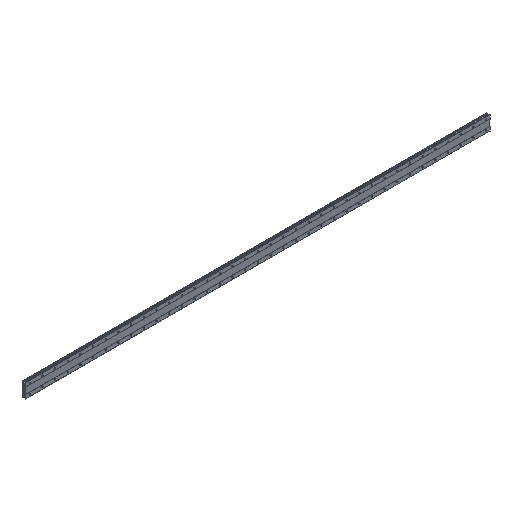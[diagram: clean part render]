
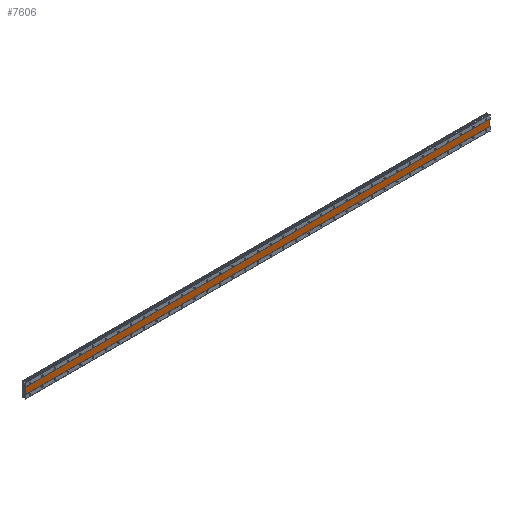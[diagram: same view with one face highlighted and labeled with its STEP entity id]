
A CAD part, isometric view. The second image highlights one B-rep face of the part: STEP entity #7606.
In plain terms, the highlighted planar face has unit normal (0, -1, 0).
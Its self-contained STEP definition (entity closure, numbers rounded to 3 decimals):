
#169 = DIRECTION ( 'NONE',  ( -1., 0., 0. ) ) ;
#544 = CARTESIAN_POINT ( 'NONE',  ( 2905., 1., 20. ) ) ;
#789 = DIRECTION ( 'NONE',  ( 1., 0., 0. ) ) ;
#890 = VECTOR ( 'NONE', #789, 1000. ) ;
#1540 = DIRECTION ( 'NONE',  ( 0., 0., -1. ) ) ;
#1627 = CARTESIAN_POINT ( 'NONE',  ( 2905., 1., 20. ) ) ;
#1779 = VERTEX_POINT ( 'NONE', #10356 ) ;
#1914 = PLANE ( 'NONE',  #9973 ) ;
#2003 = ORIENTED_EDGE ( 'NONE', *, *, #11101, .F. ) ;
#2451 = DIRECTION ( 'NONE',  ( 0., 0., 1. ) ) ;
#2737 = VERTEX_POINT ( 'NONE', #6881 ) ;
#2888 = LINE ( 'NONE', #11856, #11358 ) ;
#3170 = EDGE_CURVE ( 'NONE', #2737, #8525, #3682, .T. ) ;
#3682 = LINE ( 'NONE', #10360, #890 ) ;
#3780 = EDGE_CURVE ( 'NONE', #10912, #2737, #4212, .T. ) ;
#4212 = LINE ( 'NONE', #12125, #4696 ) ;
#4281 = CARTESIAN_POINT ( 'NONE',  ( -25., 1., -20. ) ) ;
#4327 = LINE ( 'NONE', #544, #12418 ) ;
#4696 = VECTOR ( 'NONE', #2451, 1000. ) ;
#4833 = ORIENTED_EDGE ( 'NONE', *, *, #3780, .F. ) ;
#4979 = ORIENTED_EDGE ( 'NONE', *, *, #7523, .F. ) ;
#5761 = DIRECTION ( 'NONE',  ( 0., 0., 1. ) ) ;
#6881 = CARTESIAN_POINT ( 'NONE',  ( -25., 1., 20. ) ) ;
#7263 = EDGE_LOOP ( 'NONE', ( #2003, #4979, #8092, #4833 ) ) ;
#7523 = EDGE_CURVE ( 'NONE', #8525, #1779, #4327, .T. ) ;
#7606 = ADVANCED_FACE ( 'NONE', ( #11371 ), #1914, .F. ) ;
#8092 = ORIENTED_EDGE ( 'NONE', *, *, #3170, .F. ) ;
#8518 = DIRECTION ( 'NONE',  ( 0., 1., 0. ) ) ;
#8525 = VERTEX_POINT ( 'NONE', #1627 ) ;
#8716 = CARTESIAN_POINT ( 'NONE',  ( 2905., 1., 20. ) ) ;
#9973 = AXIS2_PLACEMENT_3D ( 'NONE', #8716, #8518, #5761 ) ;
#10356 = CARTESIAN_POINT ( 'NONE',  ( 2905., 1., -20. ) ) ;
#10360 = CARTESIAN_POINT ( 'NONE',  ( 2905., 1., 20. ) ) ;
#10912 = VERTEX_POINT ( 'NONE', #4281 ) ;
#11101 = EDGE_CURVE ( 'NONE', #1779, #10912, #2888, .T. ) ;
#11358 = VECTOR ( 'NONE', #169, 1000. ) ;
#11371 = FACE_OUTER_BOUND ( 'NONE', #7263, .T. ) ;
#11856 = CARTESIAN_POINT ( 'NONE',  ( 2905., 1., -20. ) ) ;
#12125 = CARTESIAN_POINT ( 'NONE',  ( -25., 1., 20. ) ) ;
#12418 = VECTOR ( 'NONE', #1540, 1000. ) ;
